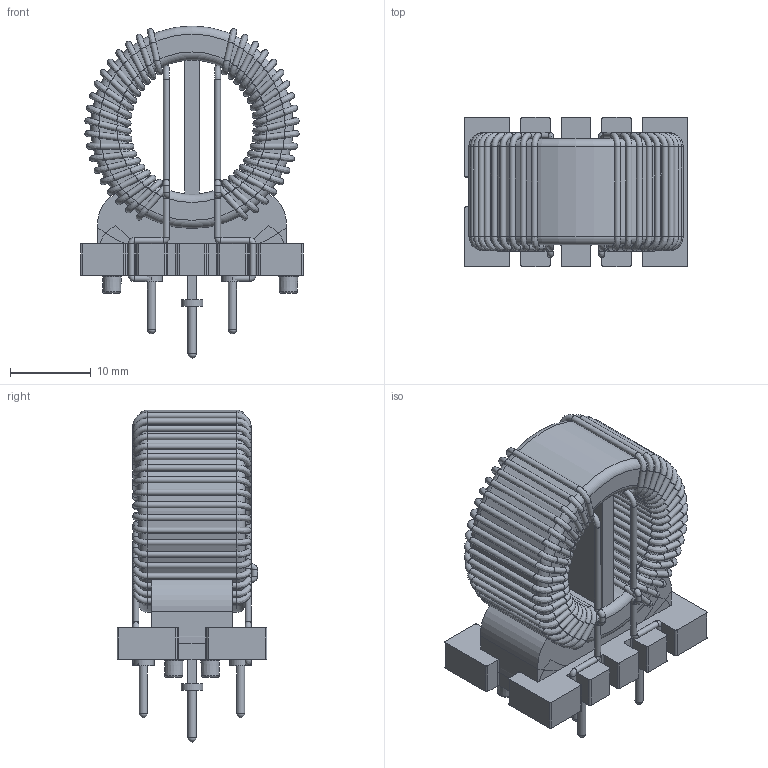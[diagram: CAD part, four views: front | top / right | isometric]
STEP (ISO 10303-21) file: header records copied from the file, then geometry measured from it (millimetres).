
FILE_DESCRIPTION( ( 'Unknown' ), '1' );
FILE_NAME( '744824407.stp', 'Unknown', ( 'Unknown' ), ( 'Unknown' ), 'XStep 1.0', 'Unknown', ' ' );
FILE_SCHEMA( ( 'automotive_design' ) );
Length unit declared in the file: millimetre
Products named in the file (7): Assem1; Base; Pin; Klebemasse
Bounding box: 27.5 x 18.5 x 41 mm (x, y, z)
Volume: 14475.8 mm3; surface area: 17079.2 mm2
Topology: 15 solids, 15 shells, 1082 faces, 2335 edges, 1314 vertices
Faces by surface type: cylinder 478, torus 224, plane 215, bspline 152, cone 8, sphere 5
Full cylindrical faces by diameter (mm): 0.75 x356, 1 x17, 2.65 x5, 25 x2
Entity records: 32344 total; most frequent: CARTESIAN_POINT 18352, DIRECTION 2162, ORIENTED_EDGE 1492, AXIS2_PLACEMENT_3D 956, EDGE_LOOP 924, FACE_OUTER_BOUND 901, EDGE_CURVE 746, VERTEX_POINT 626
